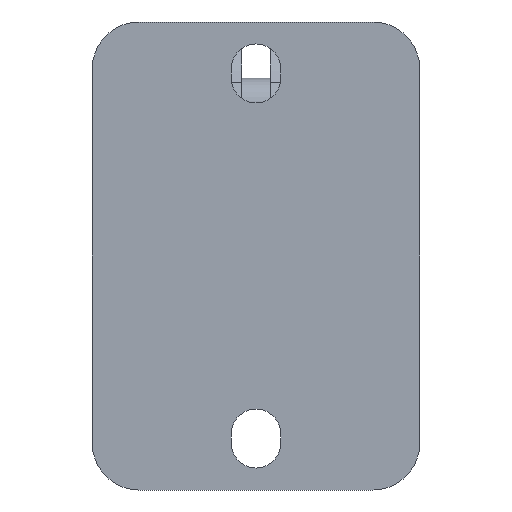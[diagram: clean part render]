
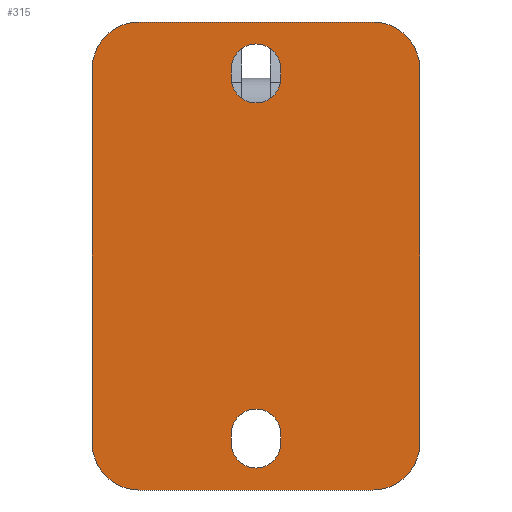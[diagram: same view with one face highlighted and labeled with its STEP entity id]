
A CAD part, front view. The second image highlights one B-rep face of the part: STEP entity #315.
In plain terms, the highlighted planar face has unit normal (0, -1, 0).
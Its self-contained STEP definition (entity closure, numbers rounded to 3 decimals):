
#315 = ADVANCED_FACE( '', ( #682, #683, #684 ), #685, .F. );
#682 = FACE_OUTER_BOUND( '', #1157, .T. );
#683 = FACE_BOUND( '', #1158, .T. );
#684 = FACE_BOUND( '', #1159, .T. );
#685 = PLANE( '', #1160 );
#1157 = EDGE_LOOP( '', ( #1826, #1827, #1828, #1829, #1830, #1831, #1832, #1833 ) );
#1158 = EDGE_LOOP( '', ( #1834, #1835, #1836, #1837 ) );
#1159 = EDGE_LOOP( '', ( #1838, #1839, #1840, #1841 ) );
#1160 = AXIS2_PLACEMENT_3D( '', #1842, #1843, #1844 );
#1826 = ORIENTED_EDGE( '', *, *, #2754, .F. );
#1827 = ORIENTED_EDGE( '', *, *, #2839, .F. );
#1828 = ORIENTED_EDGE( '', *, *, #2759, .F. );
#1829 = ORIENTED_EDGE( '', *, *, #2746, .F. );
#1830 = ORIENTED_EDGE( '', *, *, #2658, .F. );
#1831 = ORIENTED_EDGE( '', *, *, #2840, .F. );
#1832 = ORIENTED_EDGE( '', *, *, #2735, .F. );
#1833 = ORIENTED_EDGE( '', *, *, #2841, .F. );
#1834 = ORIENTED_EDGE( '', *, *, #2842, .T. );
#1835 = ORIENTED_EDGE( '', *, *, #2768, .T. );
#1836 = ORIENTED_EDGE( '', *, *, #2843, .T. );
#1837 = ORIENTED_EDGE( '', *, *, #2786, .T. );
#1838 = ORIENTED_EDGE( '', *, *, #2763, .T. );
#1839 = ORIENTED_EDGE( '', *, *, #2844, .T. );
#1840 = ORIENTED_EDGE( '', *, *, #2730, .T. );
#1841 = ORIENTED_EDGE( '', *, *, #2845, .T. );
#1842 = CARTESIAN_POINT( '', ( -12.5, 0., -20. ) );
#1843 = DIRECTION( '', ( 0., 1., 0. ) );
#1844 = DIRECTION( '', ( 0., 0., 1. ) );
#2658 = EDGE_CURVE( '', #3143, #3144, #3145, .T. );
#2730 = EDGE_CURVE( '', #3270, #3271, #3272, .T. );
#2735 = EDGE_CURVE( '', #3279, #3280, #3281, .T. );
#2746 = EDGE_CURVE( '', #3144, #3299, #3300, .T. );
#2754 = EDGE_CURVE( '', #3311, #3312, #3313, .T. );
#2759 = EDGE_CURVE( '', #3299, #3320, #3321, .T. );
#2763 = EDGE_CURVE( '', #3326, #3327, #3328, .T. );
#2768 = EDGE_CURVE( '', #3335, #3336, #3337, .T. );
#2786 = EDGE_CURVE( '', #3366, #3367, #3368, .T. );
#2839 = EDGE_CURVE( '', #3320, #3311, #3451, .T. );
#2840 = EDGE_CURVE( '', #3280, #3143, #3452, .T. );
#2841 = EDGE_CURVE( '', #3312, #3279, #3453, .T. );
#2842 = EDGE_CURVE( '', #3367, #3335, #3454, .T. );
#2843 = EDGE_CURVE( '', #3336, #3366, #3455, .T. );
#2844 = EDGE_CURVE( '', #3327, #3270, #3456, .T. );
#2845 = EDGE_CURVE( '', #3271, #3326, #3457, .T. );
#3143 = VERTEX_POINT( '', #3857 );
#3144 = VERTEX_POINT( '', #3858 );
#3145 = CIRCLE( '', #3859, 5. );
#3270 = VERTEX_POINT( '', #4019 );
#3271 = VERTEX_POINT( '', #4020 );
#3272 = CIRCLE( '', #4021, 2.65 );
#3279 = VERTEX_POINT( '', #4030 );
#3280 = VERTEX_POINT( '', #4031 );
#3281 = CIRCLE( '', #4032, 5. );
#3299 = VERTEX_POINT( '', #4055 );
#3300 = LINE( '', #4056, #4057 );
#3311 = VERTEX_POINT( '', #4071 );
#3312 = VERTEX_POINT( '', #4072 );
#3313 = CIRCLE( '', #4073, 5. );
#3320 = VERTEX_POINT( '', #4082 );
#3321 = CIRCLE( '', #4083, 5. );
#3326 = VERTEX_POINT( '', #4089 );
#3327 = VERTEX_POINT( '', #4090 );
#3328 = CIRCLE( '', #4091, 2.65 );
#3335 = VERTEX_POINT( '', #4100 );
#3336 = VERTEX_POINT( '', #4101 );
#3337 = CIRCLE( '', #4102, 2.65 );
#3366 = VERTEX_POINT( '', #4141 );
#3367 = VERTEX_POINT( '', #4142 );
#3368 = CIRCLE( '', #4143, 2.65 );
#3451 = LINE( '', #4282, #4283 );
#3452 = LINE( '', #4284, #4285 );
#3453 = LINE( '', #4286, #4287 );
#3454 = LINE( '', #4288, #4289 );
#3455 = LINE( '', #4290, #4291 );
#3456 = LINE( '', #4292, #4293 );
#3457 = LINE( '', #4294, #4295 );
#3857 = CARTESIAN_POINT( '', ( 12.5, 0., 25. ) );
#3858 = CARTESIAN_POINT( '', ( 17.5, 0., 20. ) );
#3859 = AXIS2_PLACEMENT_3D( '', #4875, #4876, #4877 );
#4019 = CARTESIAN_POINT( '', ( -2.65, 0., 20. ) );
#4020 = CARTESIAN_POINT( '', ( 2.65, 0., 20. ) );
#4021 = AXIS2_PLACEMENT_3D( '', #4982, #4983, #4984 );
#4030 = CARTESIAN_POINT( '', ( -17.5, 0., 20. ) );
#4031 = CARTESIAN_POINT( '', ( -12.5, 0., 25. ) );
#4032 = AXIS2_PLACEMENT_3D( '', #4990, #4991, #4992 );
#4055 = CARTESIAN_POINT( '', ( 17.5, 0., -20. ) );
#4056 = CARTESIAN_POINT( '', ( 17.5, 0., 20. ) );
#4057 = VECTOR( '', #5007, 1000. );
#4071 = CARTESIAN_POINT( '', ( -12.5, 0., -25. ) );
#4072 = CARTESIAN_POINT( '', ( -17.5, 0., -20. ) );
#4073 = AXIS2_PLACEMENT_3D( '', #5017, #5018, #5019 );
#4082 = CARTESIAN_POINT( '', ( 12.5, 0., -25. ) );
#4083 = AXIS2_PLACEMENT_3D( '', #5025, #5026, #5027 );
#4089 = CARTESIAN_POINT( '', ( 2.65, 0., 19. ) );
#4090 = CARTESIAN_POINT( '', ( -2.65, 0., 19. ) );
#4091 = AXIS2_PLACEMENT_3D( '', #5032, #5033, #5034 );
#4100 = CARTESIAN_POINT( '', ( -2.65, 0., -19. ) );
#4101 = CARTESIAN_POINT( '', ( 2.65, 0., -19. ) );
#4102 = AXIS2_PLACEMENT_3D( '', #5040, #5041, #5042 );
#4141 = CARTESIAN_POINT( '', ( 2.65, 0., -20. ) );
#4142 = CARTESIAN_POINT( '', ( -2.65, 0., -20. ) );
#4143 = AXIS2_PLACEMENT_3D( '', #5062, #5063, #5064 );
#4282 = CARTESIAN_POINT( '', ( 12.5, 0., -25. ) );
#4283 = VECTOR( '', #5119, 1000. );
#4284 = CARTESIAN_POINT( '', ( -12.5, 0., 25. ) );
#4285 = VECTOR( '', #5120, 1000. );
#4286 = CARTESIAN_POINT( '', ( -17.5, 0., -20. ) );
#4287 = VECTOR( '', #5121, 1000. );
#4288 = CARTESIAN_POINT( '', ( -2.65, 0., -20. ) );
#4289 = VECTOR( '', #5122, 1000. );
#4290 = CARTESIAN_POINT( '', ( 2.65, 0., -19. ) );
#4291 = VECTOR( '', #5123, 1000. );
#4292 = CARTESIAN_POINT( '', ( -2.65, 0., 19. ) );
#4293 = VECTOR( '', #5124, 1000. );
#4294 = CARTESIAN_POINT( '', ( 2.65, 0., 20. ) );
#4295 = VECTOR( '', #5125, 1000. );
#4875 = CARTESIAN_POINT( '', ( 12.5, 0., 20. ) );
#4876 = DIRECTION( '', ( 0., 1., 0. ) );
#4877 = DIRECTION( '', ( 1., 0., 0. ) );
#4982 = CARTESIAN_POINT( '', ( 0., 0., 20. ) );
#4983 = DIRECTION( '', ( 0., 1., 0. ) );
#4984 = DIRECTION( '', ( 1., 0., 0. ) );
#4990 = CARTESIAN_POINT( '', ( -12.5, 0., 20. ) );
#4991 = DIRECTION( '', ( 0., 1., 0. ) );
#4992 = DIRECTION( '', ( 1., 0., 0. ) );
#5007 = DIRECTION( '', ( 0., 0., -1. ) );
#5017 = CARTESIAN_POINT( '', ( -12.5, 0., -20. ) );
#5018 = DIRECTION( '', ( 0., 1., 0. ) );
#5019 = DIRECTION( '', ( 1., 0., 0. ) );
#5025 = CARTESIAN_POINT( '', ( 12.5, 0., -20. ) );
#5026 = DIRECTION( '', ( 0., 1., 0. ) );
#5027 = DIRECTION( '', ( 1., 0., 0. ) );
#5032 = CARTESIAN_POINT( '', ( 0., 0., 19. ) );
#5033 = DIRECTION( '', ( 0., 1., 0. ) );
#5034 = DIRECTION( '', ( 1., 0., 0. ) );
#5040 = CARTESIAN_POINT( '', ( 0., 0., -19. ) );
#5041 = DIRECTION( '', ( 0., 1., 0. ) );
#5042 = DIRECTION( '', ( 1., 0., 0. ) );
#5062 = CARTESIAN_POINT( '', ( 0., 0., -20. ) );
#5063 = DIRECTION( '', ( 0., 1., 0. ) );
#5064 = DIRECTION( '', ( 1., 0., 0. ) );
#5119 = DIRECTION( '', ( -1., 0., 0. ) );
#5120 = DIRECTION( '', ( 1., 0., 0. ) );
#5121 = DIRECTION( '', ( 0., 0., 1. ) );
#5122 = DIRECTION( '', ( 0., 0., 1. ) );
#5123 = DIRECTION( '', ( 0., 0., -1. ) );
#5124 = DIRECTION( '', ( 0., 0., 1. ) );
#5125 = DIRECTION( '', ( 0., 0., -1. ) );
